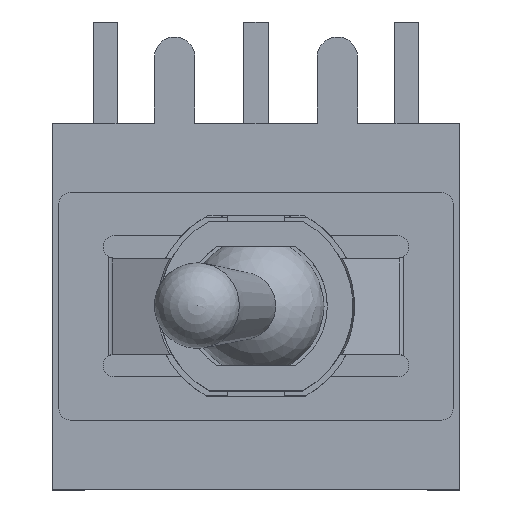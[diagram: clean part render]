
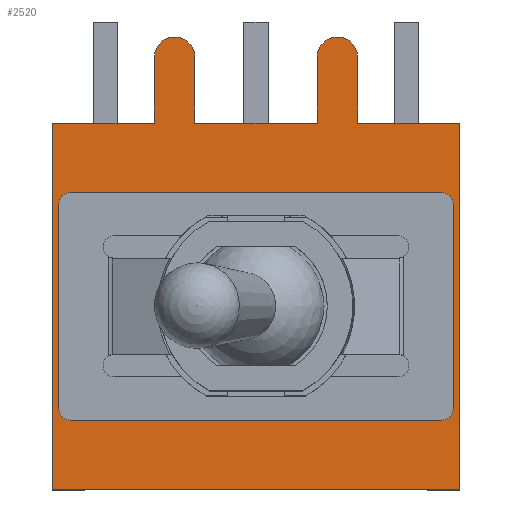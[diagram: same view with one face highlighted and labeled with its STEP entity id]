
A CAD part, top view. The second image highlights one B-rep face of the part: STEP entity #2520.
In plain terms, the highlighted planar face has unit normal (0, 0, 1).
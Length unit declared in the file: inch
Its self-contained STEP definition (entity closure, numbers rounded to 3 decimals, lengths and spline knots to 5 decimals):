
#678=CARTESIAN_POINT('',(0.22835,-0.13976,0.42598));
#679=VERTEX_POINT('',#678);
#686=CARTESIAN_POINT('',(0.24213,-0.12598,0.42598));
#687=VERTEX_POINT('',#686);
#688=CARTESIAN_POINT('',(0.22835,-0.12598,0.42598));
#689=DIRECTION('',(0.0,0.0,-1.0));
#690=DIRECTION('',(0.707,-0.707,0.0));
#691=AXIS2_PLACEMENT_3D('',#688,#689,#690);
#692=CIRCLE('',#691,0.01378);
#693=EDGE_CURVE('',#687,#679,#692,.T.);
#958=CARTESIAN_POINT('',(0.24213,0.12598,0.42598));
#959=VERTEX_POINT('',#958);
#960=CARTESIAN_POINT('',(0.24213,0.12598,0.42598));
#961=DIRECTION('',(0.0,-1.0,0.0));
#962=VECTOR('',#961,0.25197);
#963=LINE('',#960,#962);
#964=EDGE_CURVE('',#959,#687,#963,.T.);
#983=CARTESIAN_POINT('',(0.22835,0.13976,0.42598));
#984=VERTEX_POINT('',#983);
#985=CARTESIAN_POINT('',(0.22835,0.12598,0.42598));
#986=DIRECTION('',(0.0,0.0,-1.0));
#987=DIRECTION('',(0.707,0.707,0.0));
#988=AXIS2_PLACEMENT_3D('',#985,#986,#987);
#989=CIRCLE('',#988,0.01378);
#990=EDGE_CURVE('',#984,#959,#989,.T.);
#1007=CARTESIAN_POINT('',(-0.24213,-0.12598,0.42598));
#1008=VERTEX_POINT('',#1007);
#1015=CARTESIAN_POINT('',(-0.22835,-0.13976,0.42598));
#1016=VERTEX_POINT('',#1015);
#1017=CARTESIAN_POINT('',(-0.22835,-0.12598,0.42598));
#1018=DIRECTION('',(0.0,0.0,-1.0));
#1019=DIRECTION('',(-0.707,-0.707,0.0));
#1020=AXIS2_PLACEMENT_3D('',#1017,#1018,#1019);
#1021=CIRCLE('',#1020,0.01378);
#1022=EDGE_CURVE('',#1016,#1008,#1021,.T.);
#1088=CARTESIAN_POINT('',(-0.24213,0.12598,0.42598));
#1089=VERTEX_POINT('',#1088);
#1096=CARTESIAN_POINT('',(-0.24213,-0.12598,0.42598));
#1097=DIRECTION('',(0.0,1.0,0.0));
#1098=VECTOR('',#1097,0.25197);
#1099=LINE('',#1096,#1098);
#1100=EDGE_CURVE('',#1008,#1089,#1099,.T.);
#1111=CARTESIAN_POINT('',(-0.22835,0.13976,0.42598));
#1112=VERTEX_POINT('',#1111);
#1119=CARTESIAN_POINT('',(-0.22835,0.12598,0.42598));
#1120=DIRECTION('',(0.0,0.0,-1.0));
#1121=DIRECTION('',(-0.707,0.707,0.0));
#1122=AXIS2_PLACEMENT_3D('',#1119,#1120,#1121);
#1123=CIRCLE('',#1122,0.01378);
#1124=EDGE_CURVE('',#1089,#1112,#1123,.T.);
#1837=CARTESIAN_POINT('',(-0.22835,0.13976,0.42598));
#1838=DIRECTION('',(1.0,0.0,0.0));
#1839=VECTOR('',#1838,0.45669);
#1840=LINE('',#1837,#1839);
#1841=EDGE_CURVE('',#1112,#984,#1840,.T.);
#1856=CARTESIAN_POINT('',(0.22835,-0.13976,0.42598));
#1857=DIRECTION('',(-1.0,0.0,0.0));
#1858=VECTOR('',#1857,0.45669);
#1859=LINE('',#1856,#1858);
#1860=EDGE_CURVE('',#679,#1016,#1859,.T.);
#2405=CARTESIAN_POINT('',(0.275,0.3587,0.42598));
#2406=DIRECTION('',(0.0,0.0,1.0));
#2407=DIRECTION('',(1.0,0.0,0.0));
#2408=AXIS2_PLACEMENT_3D('',#2405,#2406,#2407);
#2409=PLANE('',#2408);
#2410=CARTESIAN_POINT('',(-0.25,-0.225,0.42598));
#2411=VERTEX_POINT('',#2410);
#2412=CARTESIAN_POINT('',(-0.25,0.225,0.42598));
#2413=VERTEX_POINT('',#2412);
#2414=CARTESIAN_POINT('',(-0.25,-0.225,0.42598));
#2415=DIRECTION('',(0.0,1.0,0.0));
#2416=VECTOR('',#2415,0.45);
#2417=LINE('',#2414,#2416);
#2418=EDGE_CURVE('',#2411,#2413,#2417,.T.);
#2419=ORIENTED_EDGE('',*,*,#2418,.F.);
#2420=CARTESIAN_POINT('',(0.25,-0.225,0.42598));
#2421=VERTEX_POINT('',#2420);
#2422=CARTESIAN_POINT('',(0.25,-0.225,0.42598));
#2423=DIRECTION('',(-1.0,0.0,0.0));
#2424=VECTOR('',#2423,0.5);
#2425=LINE('',#2422,#2424);
#2426=EDGE_CURVE('',#2421,#2411,#2425,.T.);
#2427=ORIENTED_EDGE('',*,*,#2426,.F.);
#2428=CARTESIAN_POINT('',(0.25,0.225,0.42598));
#2429=VERTEX_POINT('',#2428);
#2430=CARTESIAN_POINT('',(0.25,0.225,0.42598));
#2431=DIRECTION('',(0.0,-1.0,0.0));
#2432=VECTOR('',#2431,0.45);
#2433=LINE('',#2430,#2432);
#2434=EDGE_CURVE('',#2429,#2421,#2433,.T.);
#2435=ORIENTED_EDGE('',*,*,#2434,.F.);
#2436=CARTESIAN_POINT('',(0.125,0.225,0.42598));
#2437=VERTEX_POINT('',#2436);
#2438=CARTESIAN_POINT('',(0.125,0.225,0.42598));
#2439=DIRECTION('',(1.0,0.0,0.0));
#2440=VECTOR('',#2439,0.125);
#2441=LINE('',#2438,#2440);
#2442=EDGE_CURVE('',#2437,#2429,#2441,.T.);
#2443=ORIENTED_EDGE('',*,*,#2442,.F.);
#2444=CARTESIAN_POINT('',(0.125,0.30591,0.42598));
#2445=VERTEX_POINT('',#2444);
#2446=CARTESIAN_POINT('',(0.125,0.30591,0.42598));
#2447=DIRECTION('',(0.0,-1.0,0.0));
#2448=VECTOR('',#2447,0.08091);
#2449=LINE('',#2446,#2448);
#2450=EDGE_CURVE('',#2445,#2437,#2449,.T.);
#2451=ORIENTED_EDGE('',*,*,#2450,.F.);
#2452=CARTESIAN_POINT('',(0.075,0.30591,0.42598));
#2453=VERTEX_POINT('',#2452);
#2454=CARTESIAN_POINT('',(0.1,0.30591,0.42598));
#2455=DIRECTION('',(0.0,0.0,-1.0));
#2456=DIRECTION('',(-1.0,0.0,0.0));
#2457=AXIS2_PLACEMENT_3D('',#2454,#2455,#2456);
#2458=CIRCLE('',#2457,0.025);
#2459=EDGE_CURVE('',#2453,#2445,#2458,.T.);
#2460=ORIENTED_EDGE('',*,*,#2459,.F.);
#2461=CARTESIAN_POINT('',(0.075,0.225,0.42598));
#2462=VERTEX_POINT('',#2461);
#2463=CARTESIAN_POINT('',(0.075,0.225,0.42598));
#2464=DIRECTION('',(0.0,1.0,0.0));
#2465=VECTOR('',#2464,0.08091);
#2466=LINE('',#2463,#2465);
#2467=EDGE_CURVE('',#2462,#2453,#2466,.T.);
#2468=ORIENTED_EDGE('',*,*,#2467,.F.);
#2469=CARTESIAN_POINT('',(-0.075,0.225,0.42598));
#2470=VERTEX_POINT('',#2469);
#2471=CARTESIAN_POINT('',(-0.075,0.225,0.42598));
#2472=DIRECTION('',(1.0,0.0,0.0));
#2473=VECTOR('',#2472,0.15);
#2474=LINE('',#2471,#2473);
#2475=EDGE_CURVE('',#2470,#2462,#2474,.T.);
#2476=ORIENTED_EDGE('',*,*,#2475,.F.);
#2477=CARTESIAN_POINT('',(-0.075,0.30591,0.42598));
#2478=VERTEX_POINT('',#2477);
#2479=CARTESIAN_POINT('',(-0.075,0.30591,0.42598));
#2480=DIRECTION('',(0.0,-1.0,0.0));
#2481=VECTOR('',#2480,0.08091);
#2482=LINE('',#2479,#2481);
#2483=EDGE_CURVE('',#2478,#2470,#2482,.T.);
#2484=ORIENTED_EDGE('',*,*,#2483,.F.);
#2485=CARTESIAN_POINT('',(-0.125,0.30591,0.42598));
#2486=VERTEX_POINT('',#2485);
#2487=CARTESIAN_POINT('',(-0.1,0.30591,0.42598));
#2488=DIRECTION('',(0.0,0.0,-1.0));
#2489=DIRECTION('',(-1.0,0.0,0.0));
#2490=AXIS2_PLACEMENT_3D('',#2487,#2488,#2489);
#2491=CIRCLE('',#2490,0.025);
#2492=EDGE_CURVE('',#2486,#2478,#2491,.T.);
#2493=ORIENTED_EDGE('',*,*,#2492,.F.);
#2494=CARTESIAN_POINT('',(-0.125,0.225,0.42598));
#2495=VERTEX_POINT('',#2494);
#2496=CARTESIAN_POINT('',(-0.125,0.225,0.42598));
#2497=DIRECTION('',(0.0,1.0,0.0));
#2498=VECTOR('',#2497,0.08091);
#2499=LINE('',#2496,#2498);
#2500=EDGE_CURVE('',#2495,#2486,#2499,.T.);
#2501=ORIENTED_EDGE('',*,*,#2500,.F.);
#2502=CARTESIAN_POINT('',(-0.25,0.225,0.42598));
#2503=DIRECTION('',(1.0,0.0,0.0));
#2504=VECTOR('',#2503,0.125);
#2505=LINE('',#2502,#2504);
#2506=EDGE_CURVE('',#2413,#2495,#2505,.T.);
#2507=ORIENTED_EDGE('',*,*,#2506,.F.);
#2508=EDGE_LOOP('',(#2419,#2427,#2435,#2443,#2451,#2460,#2468,#2476,#2484,#2493,#2501,#2507));
#2509=FACE_OUTER_BOUND('',#2508,.T.);
#2510=ORIENTED_EDGE('',*,*,#1022,.T.);
#2511=ORIENTED_EDGE('',*,*,#1100,.T.);
#2512=ORIENTED_EDGE('',*,*,#1124,.T.);
#2513=ORIENTED_EDGE('',*,*,#1841,.T.);
#2514=ORIENTED_EDGE('',*,*,#990,.T.);
#2515=ORIENTED_EDGE('',*,*,#964,.T.);
#2516=ORIENTED_EDGE('',*,*,#693,.T.);
#2517=ORIENTED_EDGE('',*,*,#1860,.T.);
#2518=EDGE_LOOP('',(#2510,#2511,#2512,#2513,#2514,#2515,#2516,#2517));
#2519=FACE_BOUND('',#2518,.T.);
#2520=ADVANCED_FACE('',(#2509,#2519),#2409,.T.);
